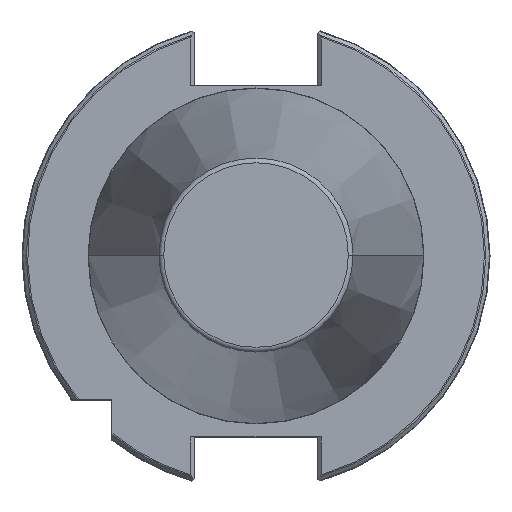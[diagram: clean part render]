
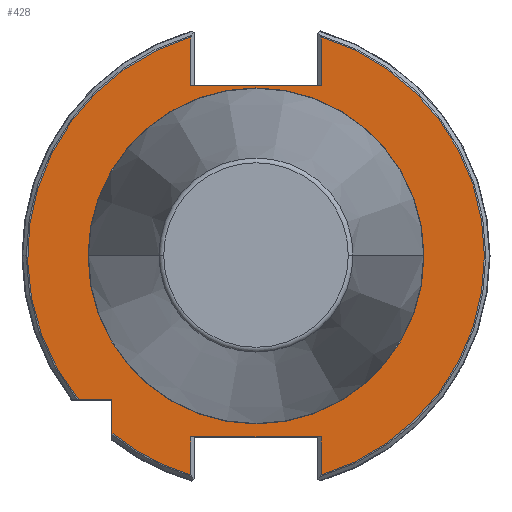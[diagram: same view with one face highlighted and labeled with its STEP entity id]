
A CAD part, top view. The second image highlights one B-rep face of the part: STEP entity #428.
In plain terms, the highlighted planar face has unit normal (0, 0, 1).
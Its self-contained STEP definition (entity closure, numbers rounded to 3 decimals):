
#46 = CARTESIAN_POINT ( 'NONE',  ( -35., 0., -3.2 ) ) ;
#55 = AXIS2_PLACEMENT_3D ( 'NONE', #2204, #1170, #3018 ) ;
#84 = LINE ( 'NONE', #454, #1381 ) ;
#121 = PLANE ( 'NONE',  #55 ) ;
#167 = EDGE_CURVE ( 'NONE', #1679, #297, #3377, .T. ) ;
#185 = CARTESIAN_POINT ( 'NONE',  ( -13.55, 45.816, -3.2 ) ) ;
#195 = CARTESIAN_POINT ( 'NONE',  ( -13.55, 45.614, -3.2 ) ) ;
#297 = VERTEX_POINT ( 'NONE', #2132 ) ;
#304 = VECTOR ( 'NONE', #771, 1000. ) ;
#330 = VERTEX_POINT ( 'NONE', #335 ) ;
#335 = CARTESIAN_POINT ( 'NONE',  ( -30., -30., -3.2 ) ) ;
#385 = LINE ( 'NONE', #2342, #304 ) ;
#409 = CARTESIAN_POINT ( 'NONE',  ( 0., -37.7, -3.2 ) ) ;
#428 = ADVANCED_FACE ( 'NONE', ( #1468, #1543 ), #121, .T. ) ;
#454 = CARTESIAN_POINT ( 'NONE',  ( -30., -30., -3.2 ) ) ;
#575 = DIRECTION ( 'NONE',  ( 1., 0., 0. ) ) ;
#625 = CARTESIAN_POINT ( 'NONE',  ( 0., 0., -3.2 ) ) ;
#627 = CARTESIAN_POINT ( 'NONE',  ( 47.584, 0., -3.2 ) ) ;
#695 = CARTESIAN_POINT ( 'NONE',  ( 13.55, 35.5, -3.2 ) ) ;
#708 = VECTOR ( 'NONE', #1059, 1000. ) ;
#750 = EDGE_CURVE ( 'NONE', #330, #2508, #2048, .T. ) ;
#757 = EDGE_LOOP ( 'NONE', ( #3128, #2646, #2127, #2722, #1239, #3312, #2685, #2655, #2622, #3205, #875, #937 ) ) ;
#769 = VERTEX_POINT ( 'NONE', #1862 ) ;
#771 = DIRECTION ( 'NONE',  ( 0., -1., 0. ) ) ;
#865 = VERTEX_POINT ( 'NONE', #2175 ) ;
#873 = DIRECTION ( 'NONE',  ( 1., 0., 0. ) ) ;
#875 = ORIENTED_EDGE ( 'NONE', *, *, #2278, .T. ) ;
#910 = DIRECTION ( 'NONE',  ( -1., 0., 0. ) ) ;
#937 = ORIENTED_EDGE ( 'NONE', *, *, #1002, .F. ) ;
#939 = EDGE_CURVE ( 'NONE', #2774, #3125, #1702, .T. ) ;
#993 = LINE ( 'NONE', #1063, #2218 ) ;
#1002 = EDGE_CURVE ( 'NONE', #330, #865, #84, .T. ) ;
#1011 = VERTEX_POINT ( 'NONE', #195 ) ;
#1051 = EDGE_CURVE ( 'NONE', #297, #3084, #2710, .T. ) ;
#1059 = DIRECTION ( 'NONE',  ( 1., 0., 0. ) ) ;
#1063 = CARTESIAN_POINT ( 'NONE',  ( 0., 35.5, -3.2 ) ) ;
#1066 = DIRECTION ( 'NONE',  ( 0., -1., 0. ) ) ;
#1099 = CARTESIAN_POINT ( 'NONE',  ( 13.55, -45.816, -3.2 ) ) ;
#1124 = AXIS2_PLACEMENT_3D ( 'NONE', #3313, #1454, #575 ) ;
#1170 = DIRECTION ( 'NONE',  ( 0., 0., 1. ) ) ;
#1173 = AXIS2_PLACEMENT_3D ( 'NONE', #3071, #1478, #3339 ) ;
#1188 = CIRCLE ( 'NONE', #2028, 47.584 ) ;
#1239 = ORIENTED_EDGE ( 'NONE', *, *, #2624, .T. ) ;
#1271 = LINE ( 'NONE', #1099, #1871 ) ;
#1307 = DIRECTION ( 'NONE',  ( 1., 0., 0. ) ) ;
#1311 = CIRCLE ( 'NONE', #1173, 47.584 ) ;
#1381 = VECTOR ( 'NONE', #910, 1000. ) ;
#1382 = CARTESIAN_POINT ( 'NONE',  ( 0., 0., -3.2 ) ) ;
#1454 = DIRECTION ( 'NONE',  ( 0., 0., 1. ) ) ;
#1468 = FACE_OUTER_BOUND ( 'NONE', #757, .T. ) ;
#1478 = DIRECTION ( 'NONE',  ( 0., 0., 1. ) ) ;
#1504 = ORIENTED_EDGE ( 'NONE', *, *, #1938, .F. ) ;
#1543 = FACE_BOUND ( 'NONE', #2741, .T. ) ;
#1557 = DIRECTION ( 'NONE',  ( 0., 1., 0. ) ) ;
#1577 = CARTESIAN_POINT ( 'NONE',  ( 13.55, -45.614, -3.2 ) ) ;
#1598 = CARTESIAN_POINT ( 'NONE',  ( 0., 0., -3.2 ) ) ;
#1639 = DIRECTION ( 'NONE',  ( 1., 0., 0. ) ) ;
#1668 = DIRECTION ( 'NONE',  ( 1., 0., 0. ) ) ;
#1679 = VERTEX_POINT ( 'NONE', #3314 ) ;
#1685 = VERTEX_POINT ( 'NONE', #627 ) ;
#1702 = CIRCLE ( 'NONE', #1897, 35. ) ;
#1756 = LINE ( 'NONE', #185, #2313 ) ;
#1820 = EDGE_CURVE ( 'NONE', #1685, #2778, #1923, .T. ) ;
#1862 = CARTESIAN_POINT ( 'NONE',  ( -13.55, 35.5, -3.2 ) ) ;
#1871 = VECTOR ( 'NONE', #2425, 1000. ) ;
#1876 = CIRCLE ( 'NONE', #2102, 47.584 ) ;
#1897 = AXIS2_PLACEMENT_3D ( 'NONE', #1598, #3001, #1668 ) ;
#1923 = CIRCLE ( 'NONE', #1124, 47.584 ) ;
#1925 = EDGE_CURVE ( 'NONE', #769, #1011, #1756, .T. ) ;
#1938 = EDGE_CURVE ( 'NONE', #3125, #2774, #2223, .T. ) ;
#1962 = VECTOR ( 'NONE', #1557, 1000. ) ;
#2016 = VERTEX_POINT ( 'NONE', #1577 ) ;
#2028 = AXIS2_PLACEMENT_3D ( 'NONE', #625, #2444, #873 ) ;
#2048 = LINE ( 'NONE', #2396, #2666 ) ;
#2102 = AXIS2_PLACEMENT_3D ( 'NONE', #1382, #3237, #1639 ) ;
#2120 = EDGE_CURVE ( 'NONE', #2016, #1685, #1876, .T. ) ;
#2127 = ORIENTED_EDGE ( 'NONE', *, *, #167, .T. ) ;
#2132 = CARTESIAN_POINT ( 'NONE',  ( -13.55, -37.7, -3.2 ) ) ;
#2175 = CARTESIAN_POINT ( 'NONE',  ( -36.936, -30., -3.2 ) ) ;
#2204 = CARTESIAN_POINT ( 'NONE',  ( 0., 0., -3.2 ) ) ;
#2218 = VECTOR ( 'NONE', #2909, 1000. ) ;
#2223 = CIRCLE ( 'NONE', #2887, 35. ) ;
#2234 = VERTEX_POINT ( 'NONE', #695 ) ;
#2278 = EDGE_CURVE ( 'NONE', #1011, #865, #1311, .T. ) ;
#2313 = VECTOR ( 'NONE', #3333, 1000. ) ;
#2342 = CARTESIAN_POINT ( 'NONE',  ( 13.55, 0., -3.2 ) ) ;
#2374 = CARTESIAN_POINT ( 'NONE',  ( -30., -36.936, -3.2 ) ) ;
#2396 = CARTESIAN_POINT ( 'NONE',  ( -30., -30., -3.2 ) ) ;
#2425 = DIRECTION ( 'NONE',  ( 0., -1., 0. ) ) ;
#2444 = DIRECTION ( 'NONE',  ( 0., 0., 1. ) ) ;
#2500 = EDGE_CURVE ( 'NONE', #2234, #769, #993, .T. ) ;
#2508 = VERTEX_POINT ( 'NONE', #2374 ) ;
#2622 = ORIENTED_EDGE ( 'NONE', *, *, #2500, .T. ) ;
#2624 = EDGE_CURVE ( 'NONE', #3084, #2016, #1271, .T. ) ;
#2646 = ORIENTED_EDGE ( 'NONE', *, *, #3232, .T. ) ;
#2653 = CARTESIAN_POINT ( 'NONE',  ( 13.55, -37.7, -3.2 ) ) ;
#2655 = ORIENTED_EDGE ( 'NONE', *, *, #2990, .T. ) ;
#2666 = VECTOR ( 'NONE', #1066, 1000. ) ;
#2685 = ORIENTED_EDGE ( 'NONE', *, *, #1820, .T. ) ;
#2710 = LINE ( 'NONE', #409, #708 ) ;
#2722 = ORIENTED_EDGE ( 'NONE', *, *, #1051, .T. ) ;
#2726 = ORIENTED_EDGE ( 'NONE', *, *, #939, .F. ) ;
#2741 = EDGE_LOOP ( 'NONE', ( #2726, #1504 ) ) ;
#2774 = VERTEX_POINT ( 'NONE', #2781 ) ;
#2778 = VERTEX_POINT ( 'NONE', #3309 ) ;
#2781 = CARTESIAN_POINT ( 'NONE',  ( 35., 0., -3.2 ) ) ;
#2887 = AXIS2_PLACEMENT_3D ( 'NONE', #3064, #2906, #1307 ) ;
#2906 = DIRECTION ( 'NONE',  ( 0., 0., 1. ) ) ;
#2909 = DIRECTION ( 'NONE',  ( -1., 0., 0. ) ) ;
#2990 = EDGE_CURVE ( 'NONE', #2778, #2234, #385, .T. ) ;
#3001 = DIRECTION ( 'NONE',  ( 0., 0., 1. ) ) ;
#3018 = DIRECTION ( 'NONE',  ( 1., 0., 0. ) ) ;
#3064 = CARTESIAN_POINT ( 'NONE',  ( 0., 0., -3.2 ) ) ;
#3071 = CARTESIAN_POINT ( 'NONE',  ( 0., 0., -3.2 ) ) ;
#3084 = VERTEX_POINT ( 'NONE', #2653 ) ;
#3125 = VERTEX_POINT ( 'NONE', #46 ) ;
#3128 = ORIENTED_EDGE ( 'NONE', *, *, #750, .T. ) ;
#3147 = CARTESIAN_POINT ( 'NONE',  ( -13.55, 0., -3.2 ) ) ;
#3205 = ORIENTED_EDGE ( 'NONE', *, *, #1925, .T. ) ;
#3232 = EDGE_CURVE ( 'NONE', #2508, #1679, #1188, .T. ) ;
#3237 = DIRECTION ( 'NONE',  ( 0., 0., 1. ) ) ;
#3309 = CARTESIAN_POINT ( 'NONE',  ( 13.55, 45.614, -3.2 ) ) ;
#3312 = ORIENTED_EDGE ( 'NONE', *, *, #2120, .T. ) ;
#3313 = CARTESIAN_POINT ( 'NONE',  ( 0., 0., -3.2 ) ) ;
#3314 = CARTESIAN_POINT ( 'NONE',  ( -13.55, -45.614, -3.2 ) ) ;
#3333 = DIRECTION ( 'NONE',  ( 0., 1., 0. ) ) ;
#3339 = DIRECTION ( 'NONE',  ( 1., 0., 0. ) ) ;
#3377 = LINE ( 'NONE', #3147, #1962 ) ;
